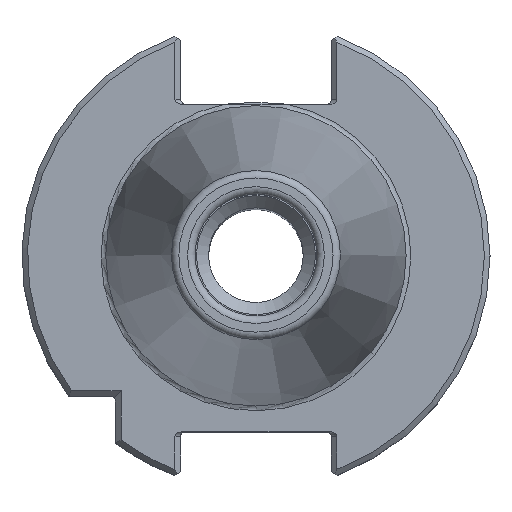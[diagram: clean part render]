
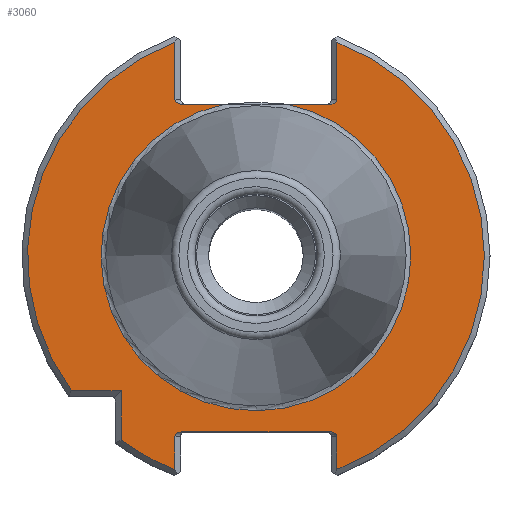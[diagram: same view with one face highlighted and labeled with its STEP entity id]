
A CAD part, top view. The second image highlights one B-rep face of the part: STEP entity #3060.
In plain terms, the highlighted planar face has unit normal (0, 0, 1).
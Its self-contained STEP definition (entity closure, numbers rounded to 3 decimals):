
#23=ELLIPSE('',#3281,0.707,0.5);
#26=ELLIPSE('',#3286,0.707,0.5);
#30=ELLIPSE('',#3301,0.707,0.5);
#31=ELLIPSE('',#3305,0.707,0.5);
#57=LINE('',#4363,#160);
#58=LINE('',#4372,#161);
#63=LINE('',#4387,#166);
#64=LINE('',#4398,#167);
#79=LINE('',#4498,#182);
#80=LINE('',#4500,#183);
#108=LINE('',#4662,#211);
#109=LINE('',#4663,#212);
#110=LINE('',#4664,#213);
#160=VECTOR('',#3645,1000.);
#161=VECTOR('',#3652,1000.);
#166=VECTOR('',#3659,1000.);
#167=VECTOR('',#3668,1000.);
#182=VECTOR('',#3721,1000.);
#183=VECTOR('',#3724,1000.);
#211=VECTOR('',#3840,1000.);
#212=VECTOR('',#3841,1000.);
#213=VECTOR('',#3842,1000.);
#343=PLANE('',#3304);
#796=ORIENTED_EDGE('',*,*,#1111,.T.);
#797=ORIENTED_EDGE('',*,*,#1108,.T.);
#798=ORIENTED_EDGE('',*,*,#1183,.T.);
#799=ORIENTED_EDGE('',*,*,#1208,.F.);
#800=ORIENTED_EDGE('',*,*,#1178,.T.);
#801=ORIENTED_EDGE('',*,*,#1102,.T.);
#802=ORIENTED_EDGE('',*,*,#1100,.T.);
#803=ORIENTED_EDGE('',*,*,#1099,.T.);
#804=ORIENTED_EDGE('',*,*,#1204,.T.);
#805=ORIENTED_EDGE('',*,*,#1209,.F.);
#806=ORIENTED_EDGE('',*,*,#1206,.F.);
#807=ORIENTED_EDGE('',*,*,#1210,.F.);
#808=ORIENTED_EDGE('',*,*,#1211,.T.);
#809=ORIENTED_EDGE('',*,*,#1112,.T.);
#810=ORIENTED_EDGE('',*,*,#1092,.T.);
#811=ORIENTED_EDGE('',*,*,#1146,.T.);
#812=ORIENTED_EDGE('',*,*,#1147,.T.);
#1092=EDGE_CURVE('',#1367,#1366,#1541,.T.);
#1099=EDGE_CURVE('',#1370,#1372,#57,.T.);
#1100=EDGE_CURVE('',#1373,#1370,#1543,.T.);
#1102=EDGE_CURVE('',#1374,#1373,#58,.T.);
#1108=EDGE_CURVE('',#1376,#1378,#63,.T.);
#1111=EDGE_CURVE('',#1379,#1376,#1545,.T.);
#1112=EDGE_CURVE('',#1381,#1367,#64,.T.);
#1146=EDGE_CURVE('',#1366,#1404,#79,.T.);
#1147=EDGE_CURVE('',#1404,#1379,#80,.T.);
#1178=EDGE_CURVE('',#1425,#1374,#23,.F.);
#1183=EDGE_CURVE('',#1378,#1428,#26,.F.);
#1204=EDGE_CURVE('',#1372,#1441,#30,.F.);
#1206=EDGE_CURVE('',#1442,#1443,#1564,.T.);
#1208=EDGE_CURVE('',#1425,#1428,#108,.T.);
#1209=EDGE_CURVE('',#1443,#1441,#109,.T.);
#1210=EDGE_CURVE('',#1444,#1442,#110,.T.);
#1211=EDGE_CURVE('',#1444,#1381,#31,.F.);
#1366=VERTEX_POINT('',#4339);
#1367=VERTEX_POINT('',#4341);
#1370=VERTEX_POINT('',#4358);
#1372=VERTEX_POINT('',#4362);
#1373=VERTEX_POINT('',#4366);
#1374=VERTEX_POINT('',#4373);
#1376=VERTEX_POINT('',#4382);
#1378=VERTEX_POINT('',#4386);
#1379=VERTEX_POINT('',#4393);
#1381=VERTEX_POINT('',#4399);
#1404=VERTEX_POINT('',#4497);
#1425=VERTEX_POINT('',#4591);
#1428=VERTEX_POINT('',#4601);
#1441=VERTEX_POINT('',#4650);
#1442=VERTEX_POINT('',#4654);
#1443=VERTEX_POINT('',#4655);
#1444=VERTEX_POINT('',#4665);
#1541=CIRCLE('',#3230,24.4);
#1543=CIRCLE('',#3234,24.4);
#1545=CIRCLE('',#3239,24.4);
#1564=CIRCLE('',#3303,16.543);
#1730=EDGE_LOOP('',(#796,#797,#798,#799,#800,#801,#802,#803,#804,#805,#806,
#807,#808,#809,#810,#811,#812));
#1925=FACE_BOUND('',#1730,.T.);
#3060=ADVANCED_FACE('',(#1925),#343,.T.);
#3230=AXIS2_PLACEMENT_3D('',#4340,#3637,#3638);
#3234=AXIS2_PLACEMENT_3D('',#4365,#3648,#3649);
#3239=AXIS2_PLACEMENT_3D('',#4396,#3664,#3665);
#3281=AXIS2_PLACEMENT_3D('',#4590,#3776,#3777);
#3286=AXIS2_PLACEMENT_3D('',#4600,#3788,#3789);
#3301=AXIS2_PLACEMENT_3D('',#4649,#3831,#3832);
#3303=AXIS2_PLACEMENT_3D('',#4653,#3836,#3837);
#3304=AXIS2_PLACEMENT_3D('',#4661,#3838,#3839);
#3305=AXIS2_PLACEMENT_3D('',#4666,#3843,#3844);
#3637=DIRECTION('',(0.,0.,1.));
#3638=DIRECTION('',(1.,0.,0.));
#3645=DIRECTION('',(0.,-1.,0.));
#3648=DIRECTION('',(0.,0.,1.));
#3649=DIRECTION('',(1.,0.,0.));
#3652=DIRECTION('',(0.,-1.,0.));
#3659=DIRECTION('',(0.,1.,0.));
#3664=DIRECTION('',(0.,0.,1.));
#3665=DIRECTION('',(1.,0.,0.));
#3668=DIRECTION('',(0.,1.,0.));
#3721=DIRECTION('',(1.,0.,0.));
#3724=DIRECTION('',(0.,-1.,0.));
#3776=DIRECTION('',(0.,0.,1.));
#3777=DIRECTION('',(1.,0.,0.));
#3788=DIRECTION('',(0.,0.,1.));
#3789=DIRECTION('',(1.,0.,0.));
#3831=DIRECTION('',(0.,0.,1.));
#3832=DIRECTION('',(-1.,0.,0.));
#3836=DIRECTION('',(0.,0.,1.));
#3837=DIRECTION('',(1.,0.,0.));
#3838=DIRECTION('',(0.,0.,1.));
#3839=DIRECTION('',(1.,0.,0.));
#3840=DIRECTION('',(-1.,0.,0.));
#3841=DIRECTION('',(1.,0.,0.));
#3842=DIRECTION('',(1.,0.,0.));
#3843=DIRECTION('',(0.,0.,1.));
#3844=DIRECTION('',(-1.,0.,0.));
#4339=CARTESIAN_POINT('',(-19.698,-14.4,-3.2));
#4340=CARTESIAN_POINT('',(0.,0.,-3.2));
#4341=CARTESIAN_POINT('',(-8.65,22.815,-3.2));
#4358=CARTESIAN_POINT('',(8.65,22.815,-3.2));
#4362=CARTESIAN_POINT('',(8.65,16.7,-3.2));
#4363=CARTESIAN_POINT('',(8.65,16.2,-3.2));
#4365=CARTESIAN_POINT('',(0.,0.,-3.2));
#4366=CARTESIAN_POINT('',(8.65,-22.815,-3.2));
#4372=CARTESIAN_POINT('',(8.65,-23.827,-3.2));
#4373=CARTESIAN_POINT('',(8.65,-19.3,-3.2));
#4382=CARTESIAN_POINT('',(-8.65,-22.815,-3.2));
#4386=CARTESIAN_POINT('',(-8.65,-19.3,-3.2));
#4387=CARTESIAN_POINT('',(-8.65,-18.8,-3.2));
#4393=CARTESIAN_POINT('',(-14.4,-19.698,-3.2));
#4396=CARTESIAN_POINT('',(0.,0.,-3.2));
#4398=CARTESIAN_POINT('',(-8.65,23.827,-3.2));
#4399=CARTESIAN_POINT('',(-8.65,16.7,-3.2));
#4497=CARTESIAN_POINT('',(-14.4,-14.4,-3.2));
#4498=CARTESIAN_POINT('',(-15.,-14.4,-3.2));
#4500=CARTESIAN_POINT('',(-14.4,-20.187,-3.2));
#4590=CARTESIAN_POINT('',(7.943,-19.3,-3.2));
#4591=CARTESIAN_POINT('',(7.943,-18.8,-3.2));
#4600=CARTESIAN_POINT('',(-7.943,-19.3,-3.2));
#4601=CARTESIAN_POINT('',(-7.943,-18.8,-3.2));
#4649=CARTESIAN_POINT('',(7.943,16.7,-3.2));
#4650=CARTESIAN_POINT('',(7.943,16.2,-3.2));
#4653=CARTESIAN_POINT('',(0.,0.,-3.2));
#4654=CARTESIAN_POINT('',(-3.35,16.2,-3.2));
#4655=CARTESIAN_POINT('',(3.35,16.2,-3.2));
#4661=CARTESIAN_POINT('',(16.543,0.,-3.2));
#4662=CARTESIAN_POINT('',(8.05,-18.8,-3.2));
#4663=CARTESIAN_POINT('',(-8.05,16.2,-3.2));
#4664=CARTESIAN_POINT('',(-8.05,16.2,-3.2));
#4665=CARTESIAN_POINT('',(-7.943,16.2,-3.2));
#4666=CARTESIAN_POINT('',(-7.943,16.7,-3.2));
